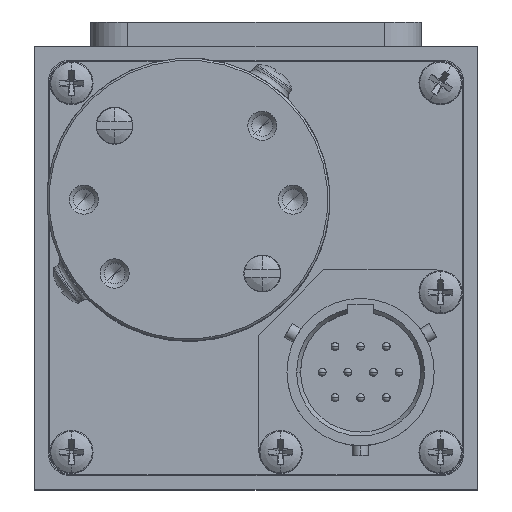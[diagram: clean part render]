
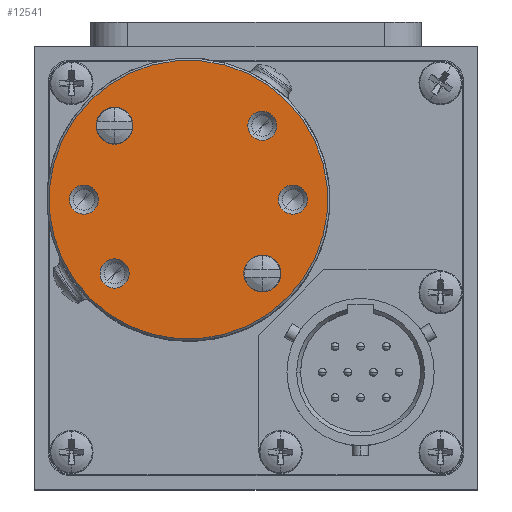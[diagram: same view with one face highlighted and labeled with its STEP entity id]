
A CAD part, top view. The second image highlights one B-rep face of the part: STEP entity #12541.
In plain terms, the highlighted planar face has unit normal (0, 0, 1).
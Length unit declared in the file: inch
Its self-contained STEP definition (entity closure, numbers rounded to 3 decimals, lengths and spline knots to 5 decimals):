
#51 = AXIS2_PLACEMENT_3D ( 'NONE', #2112, #5676, #33294 ) ;
#145 = CARTESIAN_POINT ( 'NONE',  ( -0.71897, 0.71897, 4.138 ) ) ;
#537 = VERTEX_POINT ( 'NONE', #9035 ) ;
#845 = VERTEX_POINT ( 'NONE', #10550 ) ;
#1341 = FACE_BOUND ( 'NONE', #48125, .T. ) ;
#2112 = CARTESIAN_POINT ( 'NONE',  ( -0.3435, 0.3435, 4.138 ) ) ;
#2229 = VERTEX_POINT ( 'NONE', #5313 ) ;
#2781 = FACE_BOUND ( 'NONE', #20293, .T. ) ;
#2938 = CARTESIAN_POINT ( 'NONE',  ( -0.3435, 0.3435, 4.138 ) ) ;
#3021 = FACE_OUTER_BOUND ( 'NONE', #32301, .T. ) ;
#3164 = EDGE_LOOP ( 'NONE', ( #42012, #15032 ) ) ;
#3268 = DIRECTION ( 'NONE',  ( 0., 0., 1. ) ) ;
#3480 = CARTESIAN_POINT ( 'NONE',  ( -0.03432, -0.09826, 4.138 ) ) ;
#4031 = DIRECTION ( 'NONE',  ( 0.707, 0.707, 0. ) ) ;
#5170 = VERTEX_POINT ( 'NONE', #44701 ) ;
#5292 = VERTEX_POINT ( 'NONE', #3480 ) ;
#5313 = CARTESIAN_POINT ( 'NONE',  ( 0.09826, 0.03432, 4.138 ) ) ;
#5676 = DIRECTION ( 'NONE',  ( 0., 0., 1. ) ) ;
#5804 = VERTEX_POINT ( 'NONE', #35614 ) ;
#6024 = CARTESIAN_POINT ( 'NONE',  ( -0.71897, -0.03197, 4.138 ) ) ;
#6633 = EDGE_CURVE ( 'NONE', #9345, #41155, #22096, .T. ) ;
#7624 = CIRCLE ( 'NONE', #27245, 0.074 ) ;
#7916 = ORIENTED_EDGE ( 'NONE', *, *, #32476, .T. ) ;
#8122 = CARTESIAN_POINT ( 'NONE',  ( 0.0843, 0.7713, 4.138 ) ) ;
#8763 = AXIS2_PLACEMENT_3D ( 'NONE', #34432, #3268, #4031 ) ;
#9029 = EDGE_LOOP ( 'NONE', ( #10659, #41943 ) ) ;
#9035 = CARTESIAN_POINT ( 'NONE',  ( -0.7713, -0.0843, 4.138 ) ) ;
#9206 = ORIENTED_EDGE ( 'NONE', *, *, #30474, .F. ) ;
#9345 = VERTEX_POINT ( 'NONE', #44291 ) ;
#9447 = ORIENTED_EDGE ( 'NONE', *, *, #6633, .T. ) ;
#9830 = EDGE_CURVE ( 'NONE', #30136, #537, #39164, .T. ) ;
#9948 = DIRECTION ( 'NONE',  ( 0., 0., -1. ) ) ;
#10086 = AXIS2_PLACEMENT_3D ( 'NONE', #145, #27497, #12160 ) ;
#10390 = DIRECTION ( 'NONE',  ( 0., 0., 1. ) ) ;
#10550 = CARTESIAN_POINT ( 'NONE',  ( -0.65268, 0.78526, 4.138 ) ) ;
#10659 = ORIENTED_EDGE ( 'NONE', *, *, #46627, .F. ) ;
#10825 = CARTESIAN_POINT ( 'NONE',  ( -0.8745, 0.3435, 4.138 ) ) ;
#11141 = CIRCLE ( 'NONE', #25823, 0.074 ) ;
#11186 = CIRCLE ( 'NONE', #26725, 0.074 ) ;
#11190 = CARTESIAN_POINT ( 'NONE',  ( -0.71897, -0.03197, 4.138 ) ) ;
#11535 = DIRECTION ( 'NONE',  ( 0., 0., 1. ) ) ;
#12102 = AXIS2_PLACEMENT_3D ( 'NONE', #38378, #11535, #43224 ) ;
#12113 = EDGE_LOOP ( 'NONE', ( #42650, #16223 ) ) ;
#12160 = DIRECTION ( 'NONE',  ( 0.707, 0.707, 0. ) ) ;
#12203 = DIRECTION ( 'NONE',  ( 0.707, 0.707, 0. ) ) ;
#12541 = ADVANCED_FACE ( 'NONE', ( #34183, #1341, #26040, #16969, #2781, #49573, #3021 ), #18636, .F. ) ;
#12663 = EDGE_CURVE ( 'NONE', #12666, #5804, #36199, .T. ) ;
#12666 = VERTEX_POINT ( 'NONE', #35725 ) ;
#12956 = EDGE_CURVE ( 'NONE', #537, #30136, #7624, .T. ) ;
#13874 = DIRECTION ( 'NONE',  ( 0., 0., 1. ) ) ;
#14060 = DIRECTION ( 'NONE',  ( -1., 0., 0. ) ) ;
#14104 = CIRCLE ( 'NONE', #49207, 0.074 ) ;
#14160 = DIRECTION ( 'NONE',  ( 0., 0., 1. ) ) ;
#14208 = VERTEX_POINT ( 'NONE', #15332 ) ;
#14608 = EDGE_CURVE ( 'NONE', #47988, #15151, #11186, .T. ) ;
#15032 = ORIENTED_EDGE ( 'NONE', *, *, #14608, .F. ) ;
#15151 = VERTEX_POINT ( 'NONE', #8122 ) ;
#15332 = CARTESIAN_POINT ( 'NONE',  ( 0.13517, 0.29117, 4.138 ) ) ;
#16223 = ORIENTED_EDGE ( 'NONE', *, *, #48032, .F. ) ;
#16400 = DIRECTION ( 'NONE',  ( 0., 0., 1. ) ) ;
#16732 = AXIS2_PLACEMENT_3D ( 'NONE', #44247, #16400, #47851 ) ;
#16969 = FACE_BOUND ( 'NONE', #3164, .T. ) ;
#17475 = AXIS2_PLACEMENT_3D ( 'NONE', #48155, #9948, #14060 ) ;
#18636 = PLANE ( 'NONE',  #17475 ) ;
#18785 = AXIS2_PLACEMENT_3D ( 'NONE', #11190, #38542, #12203 ) ;
#19087 = CIRCLE ( 'NONE', #10086, 0.09375 ) ;
#20293 = EDGE_LOOP ( 'NONE', ( #9206, #22728 ) ) ;
#20473 = CARTESIAN_POINT ( 'NONE',  ( 0.1875, 0.3435, 4.138 ) ) ;
#22096 = CIRCLE ( 'NONE', #51, 0.7085 ) ;
#22728 = ORIENTED_EDGE ( 'NONE', *, *, #40185, .F. ) ;
#25046 = DIRECTION ( 'NONE',  ( 0., 0., 1. ) ) ;
#25364 = CARTESIAN_POINT ( 'NONE',  ( -0.84449, -0.15749, 4.138 ) ) ;
#25682 = DIRECTION ( 'NONE',  ( 0., 0., 1. ) ) ;
#25823 = AXIS2_PLACEMENT_3D ( 'NONE', #41732, #14160, #37909 ) ;
#26040 = FACE_BOUND ( 'NONE', #45844, .T. ) ;
#26725 = AXIS2_PLACEMENT_3D ( 'NONE', #48655, #13874, #33771 ) ;
#26788 = CARTESIAN_POINT ( 'NONE',  ( -0.78526, 0.65268, 4.138 ) ) ;
#27245 = AXIS2_PLACEMENT_3D ( 'NONE', #6024, #10390, #37232 ) ;
#27497 = DIRECTION ( 'NONE',  ( 0., 0., 1. ) ) ;
#29124 = DIRECTION ( 'NONE',  ( 0.707, 0.707, 0. ) ) ;
#29248 = DIRECTION ( 'NONE',  ( 0., 0., 1. ) ) ;
#30136 = VERTEX_POINT ( 'NONE', #44924 ) ;
#30373 = AXIS2_PLACEMENT_3D ( 'NONE', #32576, #29248, #48209 ) ;
#30474 = EDGE_CURVE ( 'NONE', #5170, #14208, #45298, .T. ) ;
#30625 = DIRECTION ( 'NONE',  ( 0., 0., 1. ) ) ;
#31411 = AXIS2_PLACEMENT_3D ( 'NONE', #20473, #25046, #29124 ) ;
#31722 = EDGE_CURVE ( 'NONE', #33901, #845, #19087, .T. ) ;
#32301 = EDGE_LOOP ( 'NONE', ( #7916, #9447 ) ) ;
#32476 = EDGE_CURVE ( 'NONE', #41155, #9345, #34617, .T. ) ;
#32576 = CARTESIAN_POINT ( 'NONE',  ( 0.03197, -0.03197, 4.138 ) ) ;
#33294 = DIRECTION ( 'NONE',  ( -0.707, -0.707, 0. ) ) ;
#33771 = DIRECTION ( 'NONE',  ( 0.707, 0.707, 0. ) ) ;
#33901 = VERTEX_POINT ( 'NONE', #26788 ) ;
#34183 = FACE_BOUND ( 'NONE', #9029, .T. ) ;
#34432 = CARTESIAN_POINT ( 'NONE',  ( 0.03197, -0.03197, 4.138 ) ) ;
#34617 = CIRCLE ( 'NONE', #49375, 0.7085 ) ;
#34751 = ORIENTED_EDGE ( 'NONE', *, *, #42734, .F. ) ;
#35155 = EDGE_CURVE ( 'NONE', #15151, #47988, #37918, .T. ) ;
#35466 = DIRECTION ( 'NONE',  ( 0.707, 0.707, 0. ) ) ;
#35614 = CARTESIAN_POINT ( 'NONE',  ( -0.92683, 0.29117, 4.138 ) ) ;
#35725 = CARTESIAN_POINT ( 'NONE',  ( -0.82217, 0.39583, 4.138 ) ) ;
#36199 = CIRCLE ( 'NONE', #42715, 0.074 ) ;
#37232 = DIRECTION ( 'NONE',  ( 0.707, 0.707, 0. ) ) ;
#37909 = DIRECTION ( 'NONE',  ( 0.707, 0.707, 0. ) ) ;
#37918 = CIRCLE ( 'NONE', #16732, 0.074 ) ;
#38378 = CARTESIAN_POINT ( 'NONE',  ( -0.71897, 0.71897, 4.138 ) ) ;
#38542 = DIRECTION ( 'NONE',  ( 0., 0., 1. ) ) ;
#38966 = CIRCLE ( 'NONE', #8763, 0.09375 ) ;
#39164 = CIRCLE ( 'NONE', #18785, 0.074 ) ;
#39953 = ORIENTED_EDGE ( 'NONE', *, *, #9830, .F. ) ;
#40011 = CARTESIAN_POINT ( 'NONE',  ( -0.02035, 0.66665, 4.138 ) ) ;
#40185 = EDGE_CURVE ( 'NONE', #14208, #5170, #11141, .T. ) ;
#40672 = CIRCLE ( 'NONE', #12102, 0.09375 ) ;
#40794 = EDGE_CURVE ( 'NONE', #5292, #2229, #38966, .T. ) ;
#41155 = VERTEX_POINT ( 'NONE', #25364 ) ;
#41732 = CARTESIAN_POINT ( 'NONE',  ( 0.1875, 0.3435, 4.138 ) ) ;
#41790 = DIRECTION ( 'NONE',  ( -0.707, -0.707, 0. ) ) ;
#41943 = ORIENTED_EDGE ( 'NONE', *, *, #40794, .F. ) ;
#42012 = ORIENTED_EDGE ( 'NONE', *, *, #35155, .F. ) ;
#42018 = DIRECTION ( 'NONE',  ( 0.707, 0.707, 0. ) ) ;
#42650 = ORIENTED_EDGE ( 'NONE', *, *, #12663, .F. ) ;
#42715 = AXIS2_PLACEMENT_3D ( 'NONE', #43145, #30625, #35466 ) ;
#42734 = EDGE_CURVE ( 'NONE', #845, #33901, #40672, .T. ) ;
#43145 = CARTESIAN_POINT ( 'NONE',  ( -0.8745, 0.3435, 4.138 ) ) ;
#43224 = DIRECTION ( 'NONE',  ( 0.707, 0.707, 0. ) ) ;
#44247 = CARTESIAN_POINT ( 'NONE',  ( 0.03197, 0.71897, 4.138 ) ) ;
#44291 = CARTESIAN_POINT ( 'NONE',  ( 0.15749, 0.84449, 4.138 ) ) ;
#44701 = CARTESIAN_POINT ( 'NONE',  ( 0.23983, 0.39583, 4.138 ) ) ;
#44924 = CARTESIAN_POINT ( 'NONE',  ( -0.66665, 0.02035, 4.138 ) ) ;
#45298 = CIRCLE ( 'NONE', #31411, 0.074 ) ;
#45673 = DIRECTION ( 'NONE',  ( 0., 0., 1. ) ) ;
#45844 = EDGE_LOOP ( 'NONE', ( #39953, #47122 ) ) ;
#46627 = EDGE_CURVE ( 'NONE', #2229, #5292, #49974, .T. ) ;
#46802 = ORIENTED_EDGE ( 'NONE', *, *, #31722, .F. ) ;
#47122 = ORIENTED_EDGE ( 'NONE', *, *, #12956, .F. ) ;
#47851 = DIRECTION ( 'NONE',  ( 0.707, 0.707, 0. ) ) ;
#47988 = VERTEX_POINT ( 'NONE', #40011 ) ;
#48032 = EDGE_CURVE ( 'NONE', #5804, #12666, #14104, .T. ) ;
#48125 = EDGE_LOOP ( 'NONE', ( #34751, #46802 ) ) ;
#48155 = CARTESIAN_POINT ( 'NONE',  ( -0.3435, 0.3435, 4.138 ) ) ;
#48209 = DIRECTION ( 'NONE',  ( 0.707, 0.707, 0. ) ) ;
#48655 = CARTESIAN_POINT ( 'NONE',  ( 0.03197, 0.71897, 4.138 ) ) ;
#49207 = AXIS2_PLACEMENT_3D ( 'NONE', #10825, #25682, #42018 ) ;
#49375 = AXIS2_PLACEMENT_3D ( 'NONE', #2938, #45673, #41790 ) ;
#49573 = FACE_BOUND ( 'NONE', #12113, .T. ) ;
#49974 = CIRCLE ( 'NONE', #30373, 0.09375 ) ;
